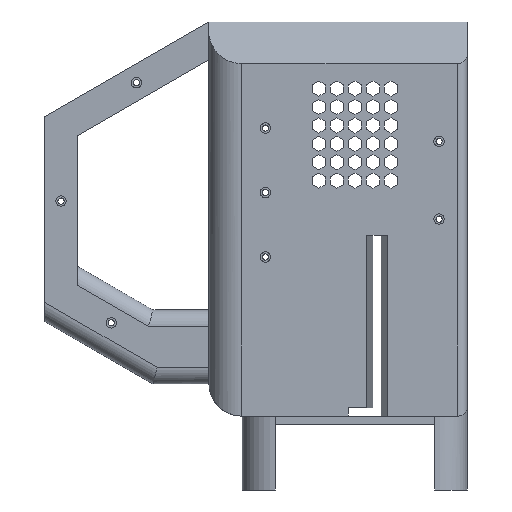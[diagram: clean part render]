
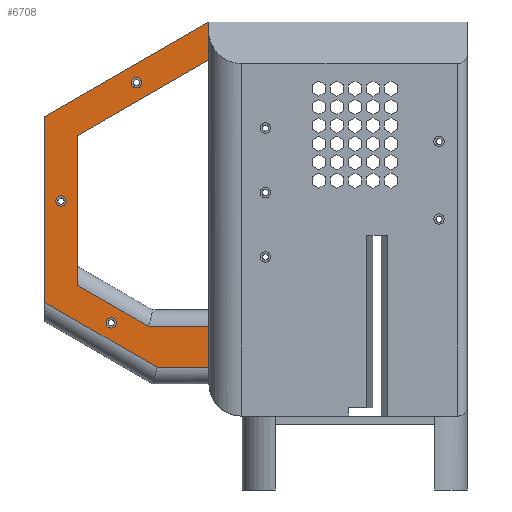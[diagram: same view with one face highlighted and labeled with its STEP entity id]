
A CAD part, front view. The second image highlights one B-rep face of the part: STEP entity #6708.
In plain terms, the highlighted planar face has unit normal (0, -1, 0).
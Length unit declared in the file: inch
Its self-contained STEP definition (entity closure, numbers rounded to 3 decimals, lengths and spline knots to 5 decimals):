
#82=FACE_BOUND('',#1032,.T.);
#83=FACE_BOUND('',#1033,.T.);
#84=FACE_BOUND('',#1034,.T.);
#335=PLANE('',#7103);
#647=FACE_OUTER_BOUND('',#1031,.T.);
#1031=EDGE_LOOP('',(#5727,#5728,#5729,#5730,#5731,#5732,#5733,#5734,#5735,
#5736));
#1032=EDGE_LOOP('',(#5737));
#1033=EDGE_LOOP('',(#5738));
#1034=EDGE_LOOP('',(#5739));
#1416=LINE('',#9559,#2275);
#1420=LINE('',#9569,#2279);
#1774=LINE('',#10282,#2633);
#1775=LINE('',#10285,#2634);
#1782=LINE('',#10299,#2641);
#1783=LINE('',#10303,#2642);
#1790=LINE('',#10319,#2649);
#1834=LINE('',#10405,#2693);
#1836=LINE('',#10409,#2695);
#1838=LINE('',#10412,#2697);
#2275=VECTOR('',#7675,0.3937);
#2279=VECTOR('',#7681,0.3937);
#2633=VECTOR('',#8381,0.3937);
#2634=VECTOR('',#8386,0.3937);
#2641=VECTOR('',#8399,0.3937);
#2642=VECTOR('',#8404,0.3937);
#2649=VECTOR('',#8419,0.3937);
#2693=VECTOR('',#8489,0.3937);
#2695=VECTOR('',#8493,0.3937);
#2697=VECTOR('',#8497,0.3937);
#2883=CIRCLE('',#6838,0.1575);
#2887=CIRCLE('',#6845,0.1575);
#2891=CIRCLE('',#6852,0.1575);
#2987=VERTEX_POINT('',#9024);
#2991=VERTEX_POINT('',#9037);
#2995=VERTEX_POINT('',#9050);
#3221=VERTEX_POINT('',#9556);
#3222=VERTEX_POINT('',#9558);
#3226=VERTEX_POINT('',#9566);
#3227=VERTEX_POINT('',#9568);
#3412=VERTEX_POINT('',#10279);
#3413=VERTEX_POINT('',#10281);
#3417=VERTEX_POINT('',#10298);
#3418=VERTEX_POINT('',#10302);
#3423=VERTEX_POINT('',#10318);
#3453=VERTEX_POINT('',#10408);
#3627=EDGE_CURVE('',#2987,#2987,#2883,.T.);
#3633=EDGE_CURVE('',#2991,#2991,#2887,.T.);
#3639=EDGE_CURVE('',#2995,#2995,#2891,.T.);
#3884=EDGE_CURVE('',#3221,#3222,#1416,.T.);
#3889=EDGE_CURVE('',#3226,#3227,#1420,.T.);
#4245=EDGE_CURVE('',#3412,#3413,#1774,.T.);
#4247=EDGE_CURVE('',#3413,#3226,#1775,.T.);
#4254=EDGE_CURVE('',#3227,#3417,#1782,.T.);
#4256=EDGE_CURVE('',#3417,#3418,#1783,.T.);
#4264=EDGE_CURVE('',#3423,#3418,#1790,.T.);
#4308=EDGE_CURVE('',#3221,#3423,#1834,.T.);
#4310=EDGE_CURVE('',#3453,#3222,#1836,.T.);
#4312=EDGE_CURVE('',#3412,#3453,#1838,.T.);
#5727=ORIENTED_EDGE('',*,*,#4312,.T.);
#5728=ORIENTED_EDGE('',*,*,#4310,.T.);
#5729=ORIENTED_EDGE('',*,*,#3884,.F.);
#5730=ORIENTED_EDGE('',*,*,#4308,.T.);
#5731=ORIENTED_EDGE('',*,*,#4264,.T.);
#5732=ORIENTED_EDGE('',*,*,#4256,.F.);
#5733=ORIENTED_EDGE('',*,*,#4254,.F.);
#5734=ORIENTED_EDGE('',*,*,#3889,.F.);
#5735=ORIENTED_EDGE('',*,*,#4247,.F.);
#5736=ORIENTED_EDGE('',*,*,#4245,.F.);
#5737=ORIENTED_EDGE('',*,*,#3627,.T.);
#5738=ORIENTED_EDGE('',*,*,#3633,.T.);
#5739=ORIENTED_EDGE('',*,*,#3639,.T.);
#6708=ADVANCED_FACE('',(#647,#82,#83,#84),#335,.T.);
#6838=AXIS2_PLACEMENT_3D('',#9025,#7325,#7326);
#6845=AXIS2_PLACEMENT_3D('',#9038,#7341,#7342);
#6852=AXIS2_PLACEMENT_3D('',#9051,#7357,#7358);
#7103=AXIS2_PLACEMENT_3D('',#10413,#8498,#8499);
#7325=DIRECTION('center_axis',(0.,1.,0.));
#7326=DIRECTION('ref_axis',(0.,0.,-1.));
#7341=DIRECTION('center_axis',(0.,1.,0.));
#7342=DIRECTION('ref_axis',(0.,0.,-1.));
#7357=DIRECTION('center_axis',(0.,1.,0.));
#7358=DIRECTION('ref_axis',(0.,0.,-1.));
#7675=DIRECTION('',(0.,0.,-1.));
#7681=DIRECTION('',(0.,0.,-1.));
#8381=DIRECTION('',(0.866,0.,-0.5));
#8386=DIRECTION('',(1.,0.,0.));
#8399=DIRECTION('',(-1.,0.,0.));
#8404=DIRECTION('',(-0.866,0.,0.5));
#8419=DIRECTION('',(0.,0.,-1.));
#8489=DIRECTION('',(-0.866,0.,-0.5));
#8493=DIRECTION('',(0.866,0.,0.5));
#8497=DIRECTION('',(0.,0.,1.));
#8498=DIRECTION('center_axis',(0.,-1.,0.));
#8499=DIRECTION('ref_axis',(0.,0.,-1.));
#9024=CARTESIAN_POINT('',(-8.774,-1.16535,6.9549));
#9025=CARTESIAN_POINT('Origin',(-8.774,-1.16535,6.7974));
#9037=CARTESIAN_POINT('',(-6.47709,-1.16535,10.55819));
#9038=CARTESIAN_POINT('Origin',(-6.47709,-1.16535,10.40069));
#9050=CARTESIAN_POINT('',(-7.24256,-1.16535,3.24615));
#9051=CARTESIAN_POINT('Origin',(-7.24256,-1.16535,3.08865));
#9556=CARTESIAN_POINT('',(-4.274,-1.16535,12.25));
#9558=CARTESIAN_POINT('',(-4.274,-1.16535,11.0953));
#9559=CARTESIAN_POINT('',(-4.274,-1.16535,6.49537));
#9566=CARTESIAN_POINT('',(-4.274,-1.16535,2.9815));
#9568=CARTESIAN_POINT('',(-4.274,-1.16535,1.7315));
#9569=CARTESIAN_POINT('',(-4.274,-1.16535,6.49537));
#10279=CARTESIAN_POINT('',(-8.274,-1.16535,4.23205));
#10281=CARTESIAN_POINT('',(-6.10797,-1.16535,2.9815));
#10282=CARTESIAN_POINT('',(-7.22965,-1.16535,3.62909));
#10285=CARTESIAN_POINT('',(-5.524,-1.16535,2.9815));
#10298=CARTESIAN_POINT('',(-5.84003,-1.16535,1.7315));
#10299=CARTESIAN_POINT('',(-6.374,-1.16535,1.7315));
#10302=CARTESIAN_POINT('',(-9.274,-1.16535,3.7141));
#10303=CARTESIAN_POINT('',(-8.86679,-1.16535,3.479));
#10318=CARTESIAN_POINT('',(-9.274,-1.16535,9.36325));
#10319=CARTESIAN_POINT('',(-9.274,-1.16535,3.13675));
#10405=CARTESIAN_POINT('',(-9.274,-1.16535,9.36325));
#10408=CARTESIAN_POINT('',(-8.274,-1.16535,8.7859));
#10409=CARTESIAN_POINT('',(-8.274,-1.16535,8.7859));
#10412=CARTESIAN_POINT('',(-8.274,-1.16535,4.8094));
#10413=CARTESIAN_POINT('Origin',(-6.774,-1.16535,6.74075));
